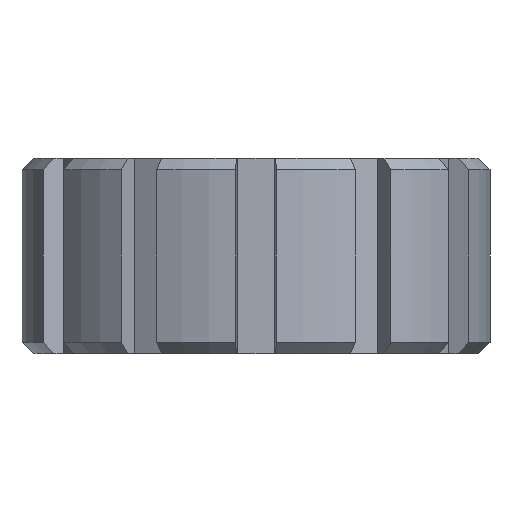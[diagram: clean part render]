
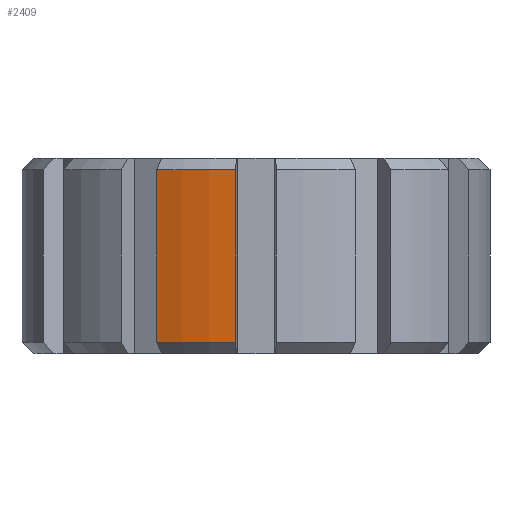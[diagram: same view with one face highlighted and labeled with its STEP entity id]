
A CAD part, left-side view. The second image highlights one B-rep face of the part: STEP entity #2409.
In plain terms, the highlighted cylindrical face has radius 12 mm (diameter 24 mm), a partial arc.
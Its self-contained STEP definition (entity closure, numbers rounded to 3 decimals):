
#1399 = VERTEX_POINT('',#1400);
#1400 = CARTESIAN_POINT('',(-10.876,5.071,9.4));
#1406 = EDGE_CURVE('',#1399,#1407,#1409,.T.);
#1407 = VERTEX_POINT('',#1408);
#1408 = CARTESIAN_POINT('',(-10.876,5.071,0.6));
#1409 = LINE('',#1410,#1411);
#1410 = CARTESIAN_POINT('',(-10.876,5.071,0.));
#1411 = VECTOR('',#1412,1.);
#1412 = DIRECTION('',(-0.,-0.,-1.));
#1456 = EDGE_CURVE('',#1407,#1457,#1459,.T.);
#1457 = VERTEX_POINT('',#1458);
#1458 = CARTESIAN_POINT('',(-11.954,1.046,0.6));
#1459 = CIRCLE('',#1460,12.);
#1460 = AXIS2_PLACEMENT_3D('',#1461,#1462,#1463);
#1461 = CARTESIAN_POINT('',(0.,0.,0.6));
#1462 = DIRECTION('',(0.,0.,1.));
#1463 = DIRECTION('',(1.,0.,0.));
#1489 = EDGE_CURVE('',#1490,#1457,#1492,.T.);
#1490 = VERTEX_POINT('',#1491);
#1491 = CARTESIAN_POINT('',(-11.954,1.046,9.4));
#1492 = LINE('',#1493,#1494);
#1493 = CARTESIAN_POINT('',(-11.954,1.046,0.));
#1494 = VECTOR('',#1495,1.);
#1495 = DIRECTION('',(-0.,-0.,-1.));
#2312 = EDGE_CURVE('',#1399,#1490,#2313,.T.);
#2313 = CIRCLE('',#2314,12.);
#2314 = AXIS2_PLACEMENT_3D('',#2315,#2316,#2317);
#2315 = CARTESIAN_POINT('',(0.,0.,9.4));
#2316 = DIRECTION('',(0.,0.,1.));
#2317 = DIRECTION('',(1.,0.,0.));
#2409 = ADVANCED_FACE('',(#2410),#2416,.T.);
#2410 = FACE_BOUND('',#2411,.F.);
#2411 = EDGE_LOOP('',(#2412,#2413,#2414,#2415));
#2412 = ORIENTED_EDGE('',*,*,#1489,.T.);
#2413 = ORIENTED_EDGE('',*,*,#1456,.F.);
#2414 = ORIENTED_EDGE('',*,*,#1406,.F.);
#2415 = ORIENTED_EDGE('',*,*,#2312,.T.);
#2416 = CYLINDRICAL_SURFACE('',#2417,12.);
#2417 = AXIS2_PLACEMENT_3D('',#2418,#2419,#2420);
#2418 = CARTESIAN_POINT('',(0.,0.,0.));
#2419 = DIRECTION('',(-0.,-0.,-1.));
#2420 = DIRECTION('',(1.,0.,0.));
